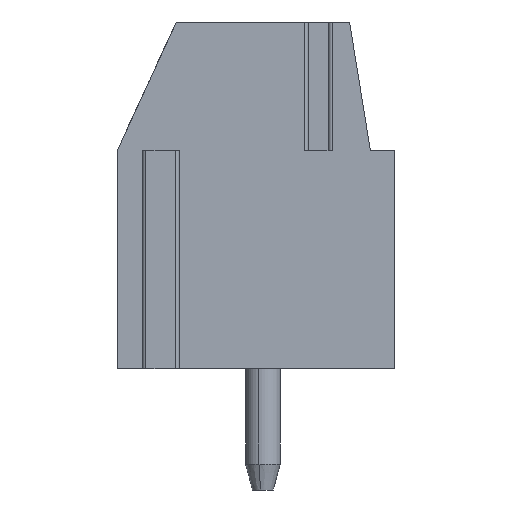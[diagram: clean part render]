
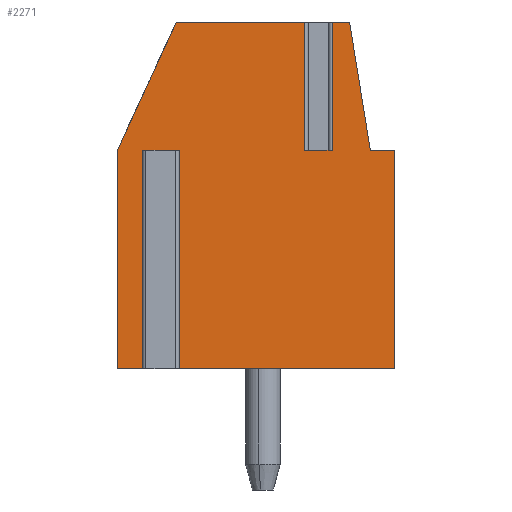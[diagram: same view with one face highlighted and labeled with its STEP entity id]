
A CAD part, left-side view. The second image highlights one B-rep face of the part: STEP entity #2271.
In plain terms, the highlighted planar face has unit normal (-1, 0, 0).
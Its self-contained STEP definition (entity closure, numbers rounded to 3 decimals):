
#2233=AXIS2_PLACEMENT_3D('Plane Axis2P3D',#2230,#2231,#2232) ;
#239=CARTESIAN_POINT('Line Origine',(0.5,1.,11.65)) ;
#243=CARTESIAN_POINT('Vertex',(0.5,1.3,13.5)) ;
#245=CARTESIAN_POINT('Vertex',(0.5,0.7,9.8)) ;
#280=CARTESIAN_POINT('Line Origine',(0.5,0.35,9.8)) ;
#284=CARTESIAN_POINT('Vertex',(0.5,0.,9.8)) ;
#312=CARTESIAN_POINT('Line Origine',(0.5,7.15,11.65)) ;
#316=CARTESIAN_POINT('Vertex',(0.5,6.3,13.5)) ;
#318=CARTESIAN_POINT('Vertex',(0.5,8.,9.8)) ;
#636=CARTESIAN_POINT('Line Origine',(0.5,0.,6.65)) ;
#640=CARTESIAN_POINT('Vertex',(0.5,0.,3.5)) ;
#733=CARTESIAN_POINT('Line Origine',(0.5,8.,6.65)) ;
#737=CARTESIAN_POINT('Vertex',(0.5,8.,3.5)) ;
#1162=CARTESIAN_POINT('Line Origine',(0.5,4.447,13.5)) ;
#1166=CARTESIAN_POINT('Vertex',(0.5,2.594,13.5)) ;
#1215=CARTESIAN_POINT('Vertex',(0.5,1.806,13.5)) ;
#1218=CARTESIAN_POINT('Line Origine',(0.5,1.553,13.5)) ;
#1373=CARTESIAN_POINT('Line Origine',(0.5,3.218,3.5)) ;
#1377=CARTESIAN_POINT('Vertex',(0.5,6.435,3.5)) ;
#1412=CARTESIAN_POINT('Vertex',(0.5,7.065,3.5)) ;
#1415=CARTESIAN_POINT('Line Origine',(0.5,7.533,3.5)) ;
#1687=CARTESIAN_POINT('Vertex',(0.5,6.435,9.8)) ;
#1697=CARTESIAN_POINT('Line Origine',(0.5,6.435,6.65)) ;
#1710=CARTESIAN_POINT('Line Origine',(0.5,6.75,9.8)) ;
#1714=CARTESIAN_POINT('Vertex',(0.5,7.065,9.8)) ;
#1812=CARTESIAN_POINT('Line Origine',(0.5,7.065,6.65)) ;
#2230=CARTESIAN_POINT('Axis2P3D Location',(0.5,6.241,14.3)) ;
#2235=CARTESIAN_POINT('Line Origine',(0.5,1.806,11.65)) ;
#2239=CARTESIAN_POINT('Vertex',(0.5,1.806,9.8)) ;
#2242=CARTESIAN_POINT('Line Origine',(0.5,2.2,9.8)) ;
#2246=CARTESIAN_POINT('Vertex',(0.5,2.594,9.8)) ;
#2249=CARTESIAN_POINT('Line Origine',(0.5,2.594,11.65)) ;
#240=DIRECTION('Vector Direction',(0.,-0.16,-0.987)) ;
#281=DIRECTION('Vector Direction',(0.,-1.,0.)) ;
#313=DIRECTION('Vector Direction',(0.,0.418,-0.909)) ;
#637=DIRECTION('Vector Direction',(0.,0.,-1.)) ;
#734=DIRECTION('Vector Direction',(0.,0.,1.)) ;
#1163=DIRECTION('Vector Direction',(0.,-1.,0.)) ;
#1219=DIRECTION('Vector Direction',(0.,-1.,0.)) ;
#1374=DIRECTION('Vector Direction',(0.,1.,0.)) ;
#1416=DIRECTION('Vector Direction',(0.,1.,0.)) ;
#1698=DIRECTION('Vector Direction',(0.,0.,1.)) ;
#1711=DIRECTION('Vector Direction',(0.,1.,0.)) ;
#1813=DIRECTION('Vector Direction',(0.,0.,1.)) ;
#2231=DIRECTION('Axis2P3D Direction',(1.,0.,0.)) ;
#2232=DIRECTION('Axis2P3D XDirection',(0.,0.,1.)) ;
#2236=DIRECTION('Vector Direction',(0.,0.,1.)) ;
#2243=DIRECTION('Vector Direction',(0.,1.,0.)) ;
#2250=DIRECTION('Vector Direction',(0.,0.,1.)) ;
#241=VECTOR('Line Direction',#240,1.) ;
#282=VECTOR('Line Direction',#281,1.) ;
#314=VECTOR('Line Direction',#313,1.) ;
#638=VECTOR('Line Direction',#637,1.) ;
#735=VECTOR('Line Direction',#734,1.) ;
#1164=VECTOR('Line Direction',#1163,1.) ;
#1220=VECTOR('Line Direction',#1219,1.) ;
#1375=VECTOR('Line Direction',#1374,1.) ;
#1417=VECTOR('Line Direction',#1416,1.) ;
#1699=VECTOR('Line Direction',#1698,1.) ;
#1712=VECTOR('Line Direction',#1711,1.) ;
#1814=VECTOR('Line Direction',#1813,1.) ;
#2237=VECTOR('Line Direction',#2236,1.) ;
#2244=VECTOR('Line Direction',#2243,1.) ;
#2251=VECTOR('Line Direction',#2250,1.) ;
#2255=ORIENTED_EDGE('',*,*,#2241,.F.) ;
#2256=ORIENTED_EDGE('',*,*,#2248,.T.) ;
#2257=ORIENTED_EDGE('',*,*,#2253,.T.) ;
#2258=ORIENTED_EDGE('',*,*,#1168,.F.) ;
#2259=ORIENTED_EDGE('',*,*,#320,.T.) ;
#2260=ORIENTED_EDGE('',*,*,#739,.F.) ;
#2261=ORIENTED_EDGE('',*,*,#1419,.F.) ;
#2262=ORIENTED_EDGE('',*,*,#1816,.T.) ;
#2263=ORIENTED_EDGE('',*,*,#1716,.T.) ;
#2264=ORIENTED_EDGE('',*,*,#1701,.F.) ;
#2265=ORIENTED_EDGE('',*,*,#1379,.F.) ;
#2266=ORIENTED_EDGE('',*,*,#642,.F.) ;
#2267=ORIENTED_EDGE('',*,*,#286,.F.) ;
#2268=ORIENTED_EDGE('',*,*,#247,.F.) ;
#2269=ORIENTED_EDGE('',*,*,#1222,.F.) ;
#2271=ADVANCED_FACE('PartBody',(#2270),#2234,.F.) ;
#247=EDGE_CURVE('',#244,#246,#242,.T.) ;
#286=EDGE_CURVE('',#246,#285,#283,.T.) ;
#320=EDGE_CURVE('',#317,#319,#315,.T.) ;
#642=EDGE_CURVE('',#285,#641,#639,.T.) ;
#739=EDGE_CURVE('',#738,#319,#736,.T.) ;
#1168=EDGE_CURVE('',#317,#1167,#1165,.T.) ;
#1222=EDGE_CURVE('',#1216,#244,#1221,.T.) ;
#1379=EDGE_CURVE('',#641,#1378,#1376,.T.) ;
#1419=EDGE_CURVE('',#1413,#738,#1418,.T.) ;
#1701=EDGE_CURVE('',#1378,#1688,#1700,.T.) ;
#1716=EDGE_CURVE('',#1715,#1688,#1713,.F.) ;
#1816=EDGE_CURVE('',#1413,#1715,#1815,.T.) ;
#2241=EDGE_CURVE('',#2240,#1216,#2238,.T.) ;
#2248=EDGE_CURVE('',#2240,#2247,#2245,.T.) ;
#2253=EDGE_CURVE('',#2247,#1167,#2252,.T.) ;
#2254=EDGE_LOOP('',(#2255,#2256,#2257,#2258,#2259,#2260,#2261,#2262,#2263,#2264,#2265,#2266,#2267,#2268,#2269)) ;
#2270=FACE_OUTER_BOUND('',#2254,.T.) ;
#242=LINE('Line',#239,#241) ;
#283=LINE('Line',#280,#282) ;
#315=LINE('Line',#312,#314) ;
#639=LINE('Line',#636,#638) ;
#736=LINE('Line',#733,#735) ;
#1165=LINE('Line',#1162,#1164) ;
#1221=LINE('Line',#1218,#1220) ;
#1376=LINE('Line',#1373,#1375) ;
#1418=LINE('Line',#1415,#1417) ;
#1700=LINE('Line',#1697,#1699) ;
#1713=LINE('Line',#1710,#1712) ;
#1815=LINE('Line',#1812,#1814) ;
#2238=LINE('Line',#2235,#2237) ;
#2245=LINE('Line',#2242,#2244) ;
#2252=LINE('Line',#2249,#2251) ;
#2234=PLANE('',#2233) ;
#244=VERTEX_POINT('',#243) ;
#246=VERTEX_POINT('',#245) ;
#285=VERTEX_POINT('',#284) ;
#317=VERTEX_POINT('',#316) ;
#319=VERTEX_POINT('',#318) ;
#641=VERTEX_POINT('',#640) ;
#738=VERTEX_POINT('',#737) ;
#1167=VERTEX_POINT('',#1166) ;
#1216=VERTEX_POINT('',#1215) ;
#1378=VERTEX_POINT('',#1377) ;
#1413=VERTEX_POINT('',#1412) ;
#1688=VERTEX_POINT('',#1687) ;
#1715=VERTEX_POINT('',#1714) ;
#2240=VERTEX_POINT('',#2239) ;
#2247=VERTEX_POINT('',#2246) ;
